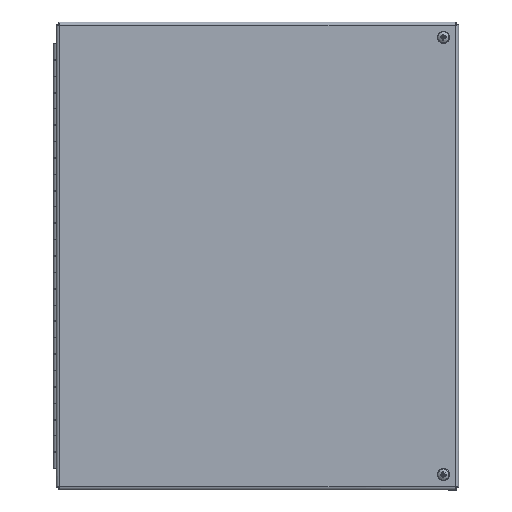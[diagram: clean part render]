
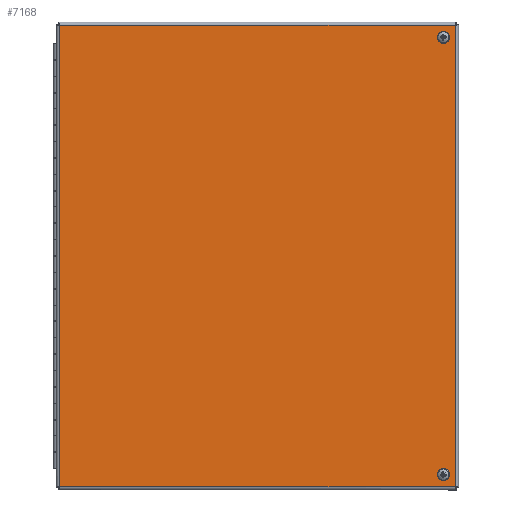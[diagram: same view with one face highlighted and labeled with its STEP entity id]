
A CAD part, top view. The second image highlights one B-rep face of the part: STEP entity #7168.
In plain terms, the highlighted planar face has unit normal (0, 0, 1).
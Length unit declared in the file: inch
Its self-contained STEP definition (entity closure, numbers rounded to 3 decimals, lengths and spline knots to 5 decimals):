
#422=PLANE($,#7745);
#962=LINE($,#11745,#1582);
#978=LINE($,#11847,#1598);
#993=LINE($,#11947,#1613);
#1008=LINE($,#12046,#1628);
#1582=VECTOR($,#9297,14.102);
#1598=VECTOR($,#9327,12.102);
#1613=VECTOR($,#9356,14.102);
#1628=VECTOR($,#9385,12.102);
#1850=FACE_BOUND($,#2647,.T.);
#1851=FACE_BOUND($,#2648,.T.);
#1852=FACE_BOUND($,#2649,.T.);
#2647=EDGE_LOOP($,(#6100));
#2648=EDGE_LOOP($,(#6101));
#2649=EDGE_LOOP($,(#6102,#6103,#6104,#6105));
#2942=CIRCLE($,#7713,0.14063);
#2944=CIRCLE($,#7716,0.14063);
#3476=VERTEX_POINT($,#11725);
#3478=VERTEX_POINT($,#11730);
#3481=VERTEX_POINT($,#11736);
#3482=VERTEX_POINT($,#11744);
#3493=VERTEX_POINT($,#11839);
#3503=VERTEX_POINT($,#11939);
#4332=EDGE_CURVE($,#3476,#3476,#2942,.T.);
#4334=EDGE_CURVE($,#3478,#3478,#2944,.T.);
#4337=EDGE_CURVE($,#3482,#3481,#962,.T.);
#4357=EDGE_CURVE($,#3481,#3493,#978,.T.);
#4376=EDGE_CURVE($,#3493,#3503,#993,.T.);
#4395=EDGE_CURVE($,#3503,#3482,#1008,.T.);
#6100=ORIENTED_EDGE($,*,*,#4332,.T.);
#6101=ORIENTED_EDGE($,*,*,#4334,.T.);
#6102=ORIENTED_EDGE($,*,*,#4337,.T.);
#6103=ORIENTED_EDGE($,*,*,#4357,.T.);
#6104=ORIENTED_EDGE($,*,*,#4376,.T.);
#6105=ORIENTED_EDGE($,*,*,#4395,.T.);
#7168=ADVANCED_FACE($,(#1850,#1851,#1852),#422,.T.);
#7713=AXIS2_PLACEMENT_3D($,#11726,#9286,#9287);
#7716=AXIS2_PLACEMENT_3D($,#11731,#9292,#9293);
#7745=AXIS2_PLACEMENT_3D($,#12132,#9410,#9411);
#9286=DIRECTION('center_axis',(0.,0.,-1.));
#9287=DIRECTION('ref_axis',(-1.,0.,0.));
#9292=DIRECTION('center_axis',(0.,0.,-1.));
#9293=DIRECTION('ref_axis',(-1.,0.,0.));
#9297=DIRECTION($,(0.,-1.,0.));
#9327=DIRECTION($,(1.,0.,0.));
#9356=DIRECTION($,(0.,1.,0.));
#9385=DIRECTION($,(-1.,0.,0.));
#9410=DIRECTION('center_axis',(0.,0.,1.));
#9411=DIRECTION('ref_axis',(1.,0.,0.));
#11725=CARTESIAN_POINT('',(5.82813,-6.6875,0.074));
#11726=CARTESIAN_POINT('Origin',(5.6875,-6.6875,0.074));
#11730=CARTESIAN_POINT('',(5.82813,6.6875,0.074));
#11731=CARTESIAN_POINT('Origin',(5.6875,6.6875,0.074));
#11736=CARTESIAN_POINT('',(-6.051,-7.051,0.074));
#11744=CARTESIAN_POINT('',(-6.051,7.051,0.074));
#11745=CARTESIAN_POINT($,(-6.051,3.5255,0.074));
#11839=CARTESIAN_POINT('',(6.051,-7.051,0.074));
#11847=CARTESIAN_POINT($,(-3.0255,-7.051,0.074));
#11939=CARTESIAN_POINT('',(6.051,7.051,0.074));
#11947=CARTESIAN_POINT($,(6.051,-3.5255,0.074));
#12046=CARTESIAN_POINT($,(3.0255,7.051,0.074));
#12132=CARTESIAN_POINT('Origin',(0.,0.,0.074));
